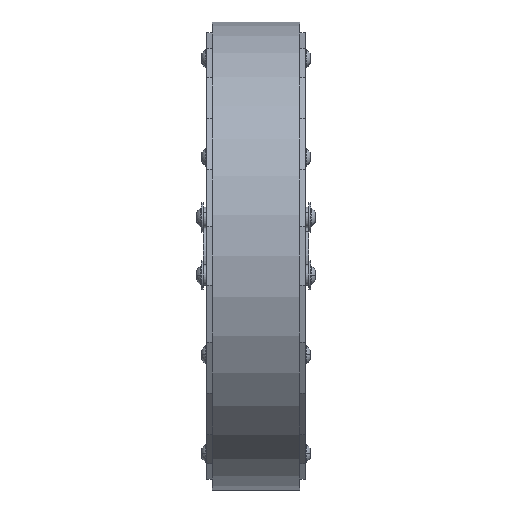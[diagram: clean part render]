
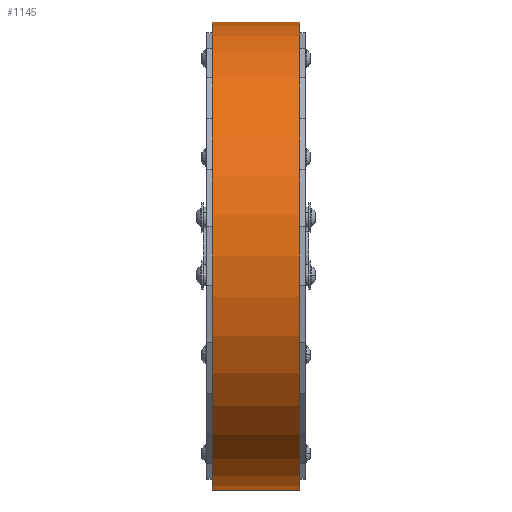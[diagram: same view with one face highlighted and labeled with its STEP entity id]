
A CAD part, left-side view. The second image highlights one B-rep face of the part: STEP entity #1145.
In plain terms, the highlighted cylindrical face has radius 101.6 mm (diameter 203.2 mm), a partial arc.
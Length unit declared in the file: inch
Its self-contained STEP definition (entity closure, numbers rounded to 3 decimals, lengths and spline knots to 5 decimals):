
#1036 = VERTEX_POINT ( 'NONE', #11416 ) ;
#1037 = VERTEX_POINT ( 'NONE', #11415 ) ;
#1039 = EDGE_CURVE ( 'NONE', #1036, #1040, #11414, .T. ) ;
#1040 = VERTEX_POINT ( 'NONE', #11410 ) ;
#1043 = VERTEX_POINT ( 'NONE', #11404 ) ;
#1123 = EDGE_CURVE ( 'NONE', #1037, #1043, #11469, .T. ) ;
#1129 = EDGE_CURVE ( 'NONE', #1037, #1036, #11625, .T. ) ;
#1139 = EDGE_CURVE ( 'NONE', #1043, #1040, #11475, .T. ) ;
#1145 = ADVANCED_FACE ( 'NONE', ( #11598 ), #11597, .T. ) ;
#1146 = EDGE_LOOP ( 'NONE', ( #1147, #1148, #1149, #1150 ) ) ;
#1147 = ORIENTED_EDGE ( 'NONE', *, *, #1039, .F. ) ;
#1148 = ORIENTED_EDGE ( 'NONE', *, *, #1129, .F. ) ;
#1149 = ORIENTED_EDGE ( 'NONE', *, *, #1123, .T. ) ;
#1150 = ORIENTED_EDGE ( 'NONE', *, *, #1139, .T. ) ;
#11404 = CARTESIAN_POINT ( 'NONE',  ( 0., -0.75, -4. ) ) ;
#11410 = CARTESIAN_POINT ( 'NONE',  ( 0., -0.75, 4. ) ) ;
#11411 = DIRECTION ( 'NONE',  ( 0., -1., 0. ) ) ;
#11412 = VECTOR ( 'NONE', #11411, 39.37008 ) ;
#11413 = CARTESIAN_POINT ( 'NONE',  ( 0., 0.75, 4. ) ) ;
#11414 = LINE ( 'NONE', #11413, #11412 ) ;
#11415 = CARTESIAN_POINT ( 'NONE',  ( 0., 0.75, -4. ) ) ;
#11416 = CARTESIAN_POINT ( 'NONE',  ( 0., 0.75, 4. ) ) ;
#11466 = DIRECTION ( 'NONE',  ( 0., -1., 0. ) ) ;
#11467 = VECTOR ( 'NONE', #11466, 39.37008 ) ;
#11468 = CARTESIAN_POINT ( 'NONE',  ( 0., 0.75, -4. ) ) ;
#11469 = LINE ( 'NONE', #11468, #11467 ) ;
#11471 = DIRECTION ( 'NONE',  ( 0., 0., 1. ) ) ;
#11472 = DIRECTION ( 'NONE',  ( 0., 1., 0. ) ) ;
#11473 = CARTESIAN_POINT ( 'NONE',  ( 0., -0.75, 0. ) ) ;
#11474 = AXIS2_PLACEMENT_3D ( 'NONE', #11473, #11472, #11471 ) ;
#11475 = CIRCLE ( 'NONE', #11474, 4. ) ;
#11592 = DIRECTION ( 'NONE',  ( 0., 0., -1. ) ) ;
#11593 = DIRECTION ( 'NONE',  ( 0., -1., 0. ) ) ;
#11594 = CARTESIAN_POINT ( 'NONE',  ( 0., 0.75, 0. ) ) ;
#11595 = AXIS2_PLACEMENT_3D ( 'NONE', #11594, #11593, #11592 ) ;
#11597 = CYLINDRICAL_SURFACE ( 'NONE', #11595, 4. ) ;
#11598 = FACE_OUTER_BOUND ( 'NONE', #1146, .T. ) ;
#11621 = DIRECTION ( 'NONE',  ( 0., 0., 1. ) ) ;
#11622 = DIRECTION ( 'NONE',  ( 0., 1., 0. ) ) ;
#11623 = CARTESIAN_POINT ( 'NONE',  ( 0., 0.75, 0. ) ) ;
#11624 = AXIS2_PLACEMENT_3D ( 'NONE', #11623, #11622, #11621 ) ;
#11625 = CIRCLE ( 'NONE', #11624, 4. ) ;
